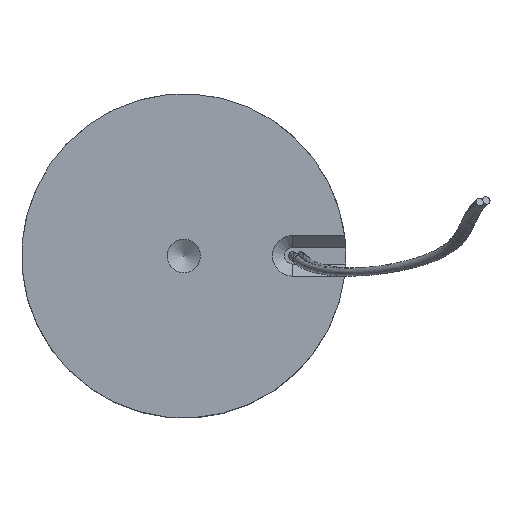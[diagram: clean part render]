
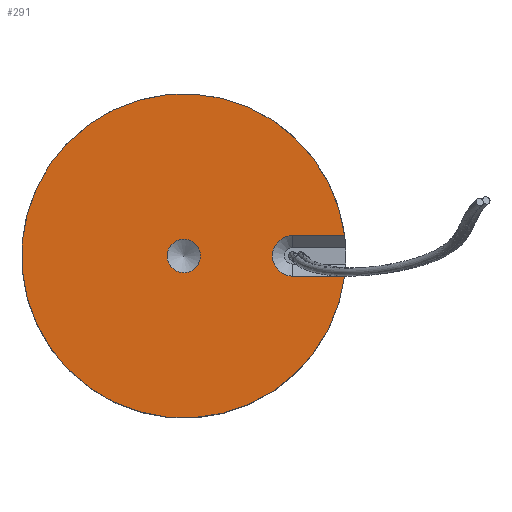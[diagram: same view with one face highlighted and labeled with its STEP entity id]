
A CAD part, top view. The second image highlights one B-rep face of the part: STEP entity #291.
In plain terms, the highlighted planar face has unit normal (0, 0, 1).
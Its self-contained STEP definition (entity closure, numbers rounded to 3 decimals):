
#29=FACE_BOUND($,#89,.T.);
#44=CIRCLE($,#320,2.5);
#45=CIRCLE($,#324,20.);
#46=CIRCLE($,#325,2.067);
#65=FACE_OUTER_BOUND($,#88,.T.);
#88=EDGE_LOOP($,(#215,#216,#217,#218));
#89=EDGE_LOOP($,(#219));
#122=LINE($,#463,#129);
#127=LINE($,#478,#134);
#129=VECTOR($,#366,6.418);
#134=VECTOR($,#381,6.418);
#145=VERTEX_POINT($,#460);
#146=VERTEX_POINT($,#462);
#148=VERTEX_POINT($,#468);
#150=VERTEX_POINT($,#474);
#152=VERTEX_POINT($,#481);
#169=EDGE_CURVE($,#145,#146,#122,.T.);
#174=EDGE_CURVE($,#146,#148,#44,.T.);
#177=EDGE_CURVE($,#148,#150,#127,.T.);
#178=EDGE_CURVE($,#150,#145,#45,.T.);
#179=EDGE_CURVE($,#152,#152,#46,.T.);
#215=ORIENTED_EDGE($,*,*,#177,.F.);
#216=ORIENTED_EDGE($,*,*,#174,.F.);
#217=ORIENTED_EDGE($,*,*,#169,.F.);
#218=ORIENTED_EDGE($,*,*,#178,.F.);
#219=ORIENTED_EDGE($,*,*,#179,.T.);
#279=PLANE($,#323);
#291=ADVANCED_FACE($,(#65,#29),#279,.F.);
#320=AXIS2_PLACEMENT_3D($,#472,#374,#375);
#323=AXIS2_PLACEMENT_3D($,#479,#382,#383);
#324=AXIS2_PLACEMENT_3D($,#480,#384,#385);
#325=AXIS2_PLACEMENT_3D($,#482,#386,#387);
#366=DIRECTION($,(-1.,0.,0.));
#374=DIRECTION('center_axis',(0.,0.,1.));
#375=DIRECTION('ref_axis',(0.,1.,0.));
#381=DIRECTION($,(1.,0.,0.));
#382=DIRECTION('center_axis',(0.,0.,-1.));
#383=DIRECTION('ref_axis',(-1.,0.,0.));
#384=DIRECTION('center_axis',(0.,0.,-1.));
#385=DIRECTION('ref_axis',(-1.,0.,0.));
#386=DIRECTION('center_axis',(0.,0.,-1.));
#387=DIRECTION('ref_axis',(1.,0.,0.));
#460=CARTESIAN_POINT('',(19.843,2.5,25.5));
#462=CARTESIAN_POINT('',(13.425,2.5,25.5));
#463=CARTESIAN_POINT($,(9.987,2.5,25.5));
#468=CARTESIAN_POINT('',(13.425,-2.5,25.5));
#472=CARTESIAN_POINT('Origin',(13.425,0.,25.5));
#474=CARTESIAN_POINT('',(19.843,-2.5,25.5));
#478=CARTESIAN_POINT($,(6.713,-2.5,25.5));
#479=CARTESIAN_POINT('Origin',(0.,0.,25.5));
#480=CARTESIAN_POINT('Origin',(0.,0.,25.5));
#481=CARTESIAN_POINT('',(2.067,0.,25.5));
#482=CARTESIAN_POINT('Origin',(0.,0.,
25.5));
